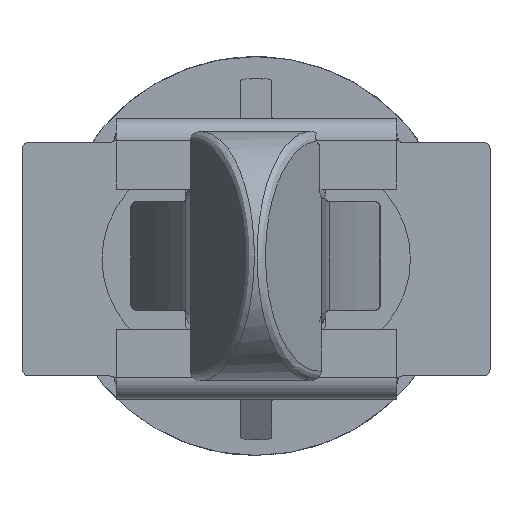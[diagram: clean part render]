
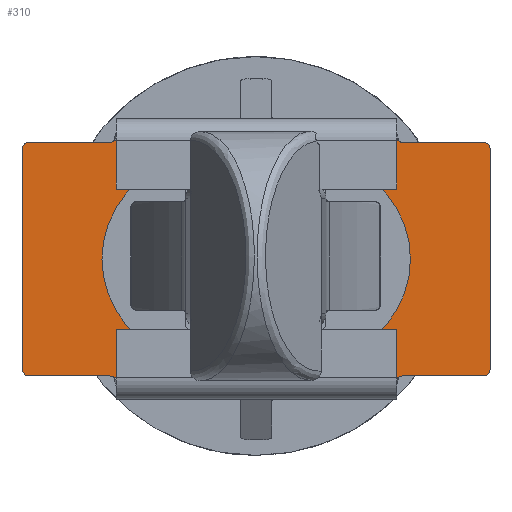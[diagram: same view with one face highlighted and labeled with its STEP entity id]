
A CAD part, front view. The second image highlights one B-rep face of the part: STEP entity #310.
In plain terms, the highlighted planar face has unit normal (0, -1, 0).
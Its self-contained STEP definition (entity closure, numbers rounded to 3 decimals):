
#310=ADVANCED_FACE('',(#760,#761),#762,.T.);
#760=FACE_BOUND('',#7482,.T.);
#761=FACE_OUTER_BOUND('',#7483,.T.);
#762=PLANE('',#7484);
#7482=EDGE_LOOP('',(#9074,#9075,#9076,#9077));
#7483=EDGE_LOOP('',(#9078,#9079,#9080,#9081,#9082,#9083,#9084,#9085,#9086,#9087,#9088,#9089,#9090,#9091,#9092,#9093,#9094,#9095,#9096,#9097));
#7484=AXIS2_PLACEMENT_3D('',#9098,#9099,#9100);
#9074=ORIENTED_EDGE('',*,*,#10096,.T.);
#9075=ORIENTED_EDGE('',*,*,#10097,.T.);
#9076=ORIENTED_EDGE('',*,*,#10098,.T.);
#9077=ORIENTED_EDGE('',*,*,#10099,.T.);
#9078=ORIENTED_EDGE('',*,*,#9988,.F.);
#9079=ORIENTED_EDGE('',*,*,#9987,.T.);
#9080=ORIENTED_EDGE('',*,*,#9986,.F.);
#9081=ORIENTED_EDGE('',*,*,#10100,.T.);
#9082=ORIENTED_EDGE('',*,*,#10101,.T.);
#9083=ORIENTED_EDGE('',*,*,#10102,.T.);
#9084=ORIENTED_EDGE('',*,*,#10103,.T.);
#9085=ORIENTED_EDGE('',*,*,#10104,.T.);
#9086=ORIENTED_EDGE('',*,*,#9993,.T.);
#9087=ORIENTED_EDGE('',*,*,#10105,.T.);
#9088=ORIENTED_EDGE('',*,*,#10059,.T.);
#9089=ORIENTED_EDGE('',*,*,#10058,.T.);
#9090=ORIENTED_EDGE('',*,*,#10057,.T.);
#9091=ORIENTED_EDGE('',*,*,#10106,.T.);
#9092=ORIENTED_EDGE('',*,*,#10107,.T.);
#9093=ORIENTED_EDGE('',*,*,#10108,.T.);
#9094=ORIENTED_EDGE('',*,*,#10109,.T.);
#9095=ORIENTED_EDGE('',*,*,#10110,.T.);
#9096=ORIENTED_EDGE('',*,*,#10111,.T.);
#9097=ORIENTED_EDGE('',*,*,#10112,.T.);
#9098=CARTESIAN_POINT('',(-7.28,-12.6,3.45));
#9099=DIRECTION('',(0.,-1.0,0.));
#9100=DIRECTION('',(1.0,0.,0.));
#9986=EDGE_CURVE('',#10846,#10848,#10849,.T.);
#9987=EDGE_CURVE('',#10850,#10848,#10851,.T.);
#9988=EDGE_CURVE('',#10850,#10820,#10852,.T.);
#9993=EDGE_CURVE('',#10861,#10862,#10863,.T.);
#10057=EDGE_CURVE('',#10979,#10977,#10980,.T.);
#10058=EDGE_CURVE('',#10981,#10979,#10982,.T.);
#10059=EDGE_CURVE('',#10969,#10981,#10983,.T.);
#10096=EDGE_CURVE('',#11046,#11047,#11048,.F.);
#10097=EDGE_CURVE('',#11047,#11049,#11050,.T.);
#10098=EDGE_CURVE('',#11049,#11051,#11052,.F.);
#10099=EDGE_CURVE('',#11051,#11046,#11053,.T.);
#10100=EDGE_CURVE('',#10846,#11054,#11055,.T.);
#10101=EDGE_CURVE('',#11054,#11056,#11057,.T.);
#10102=EDGE_CURVE('',#11056,#11058,#11059,.T.);
#10103=EDGE_CURVE('',#11058,#11060,#11061,.T.);
#10104=EDGE_CURVE('',#11060,#10861,#11062,.T.);
#10105=EDGE_CURVE('',#10862,#10969,#11063,.T.);
#10106=EDGE_CURVE('',#10977,#11064,#11065,.T.);
#10107=EDGE_CURVE('',#11064,#11066,#11067,.T.);
#10108=EDGE_CURVE('',#11066,#11068,#11069,.T.);
#10109=EDGE_CURVE('',#11068,#11070,#11071,.T.);
#10110=EDGE_CURVE('',#11070,#11072,#11073,.T.);
#10111=EDGE_CURVE('',#11072,#11074,#11075,.T.);
#10112=EDGE_CURVE('',#11074,#10820,#11076,.T.);
#10820=VERTEX_POINT('',#15525);
#10846=VERTEX_POINT('',#15571);
#10848=VERTEX_POINT('',#15576);
#10849=LINE('',#15577,#15578);
#10850=VERTEX_POINT('',#15579);
#10851=B_SPLINE_CURVE_WITH_KNOTS('',3,(#15580,#15581,#15582,#15583),.UNSPECIFIED.,.F.,.F.,(4,4),(0.0,1.0),.UNSPECIFIED.);
#10852=LINE('',#15584,#15585);
#10861=VERTEX_POINT('',#15598);
#10862=VERTEX_POINT('',#15599);
#10863=LINE('',#15600,#15601);
#10969=VERTEX_POINT('',#15760);
#10977=VERTEX_POINT('',#15772);
#10979=VERTEX_POINT('',#15777);
#10980=LINE('',#15778,#15779);
#10981=VERTEX_POINT('',#15780);
#10982=B_SPLINE_CURVE_WITH_KNOTS('',3,(#15781,#15782,#15783,#15784),.UNSPECIFIED.,.F.,.F.,(4,4),(0.0,1.0),.UNSPECIFIED.);
#10983=LINE('',#15785,#15786);
#11046=VERTEX_POINT('',#15885);
#11047=VERTEX_POINT('',#15886);
#11048=CIRCLE('',#15887,3.25);
#11049=VERTEX_POINT('',#15888);
#11050=LINE('',#15889,#15890);
#11051=VERTEX_POINT('',#15891);
#11052=CIRCLE('',#15892,3.25);
#11053=LINE('',#15893,#15894);
#11054=VERTEX_POINT('',#15895);
#11055=CIRCLE('',#15896,0.2);
#11056=VERTEX_POINT('',#15897);
#11057=LINE('',#15898,#15899);
#11058=VERTEX_POINT('',#15900);
#11059=CIRCLE('',#15901,0.2);
#11060=VERTEX_POINT('',#15902);
#11061=LINE('',#15903,#15904);
#11062=CIRCLE('',#15905,0.2);
#11063=CIRCLE('',#15906,0.2);
#11064=VERTEX_POINT('',#15907);
#11065=CIRCLE('',#15908,0.2);
#11066=VERTEX_POINT('',#15909);
#11067=LINE('',#15910,#15911);
#11068=VERTEX_POINT('',#15912);
#11069=CIRCLE('',#15913,0.2);
#11070=VERTEX_POINT('',#15914);
#11071=LINE('',#15915,#15916);
#11072=VERTEX_POINT('',#15917);
#11073=CIRCLE('',#15918,0.2);
#11074=VERTEX_POINT('',#15919);
#11075=LINE('',#15920,#15921);
#11076=CIRCLE('',#15922,0.2);
#15525=CARTESIAN_POINT('',(-4.548,-12.6,-3.9));
#15571=CARTESIAN_POINT('',(4.587,-12.6,-3.9));
#15576=CARTESIAN_POINT('',(2.427,-12.6,-3.9));
#15577=CARTESIAN_POINT('',(-7.28,-12.6,-3.9));
#15578=VECTOR('',#16750,1.0);
#15579=CARTESIAN_POINT('',(2.254,-12.6,-3.9));
#15580=CARTESIAN_POINT('',(2.254,-12.6,-3.9));
#15581=CARTESIAN_POINT('',(2.312,-12.6,-3.9));
#15582=CARTESIAN_POINT('',(2.369,-12.6,-3.9));
#15583=CARTESIAN_POINT('',(2.427,-12.6,-3.9));
#15584=CARTESIAN_POINT('',(-7.28,-12.6,-3.9));
#15585=VECTOR('',#16751,1.0);
#15598=CARTESIAN_POINT('',(7.32,-12.6,3.65));
#15599=CARTESIAN_POINT('',(4.72,-12.6,3.65));
#15600=CARTESIAN_POINT('',(4.72,-12.6,3.65));
#15601=VECTOR('',#16756,1.0);
#15760=CARTESIAN_POINT('',(4.587,-12.6,3.7));
#15772=CARTESIAN_POINT('',(-4.548,-12.6,3.7));
#15777=CARTESIAN_POINT('',(-2.388,-12.6,3.7));
#15778=CARTESIAN_POINT('',(-7.28,-12.6,3.7));
#15779=VECTOR('',#16845,1.0);
#15780=CARTESIAN_POINT('',(-2.214,-12.6,3.7));
#15781=CARTESIAN_POINT('',(-2.214,-12.6,3.7));
#15782=CARTESIAN_POINT('',(-2.272,-12.6,3.7));
#15783=CARTESIAN_POINT('',(-2.33,-12.6,3.7));
#15784=CARTESIAN_POINT('',(-2.388,-12.6,3.7));
#15785=CARTESIAN_POINT('',(-7.28,-12.6,3.7));
#15786=VECTOR('',#16846,1.0);
#15885=CARTESIAN_POINT('',(1.717,-12.6,3.15));
#15886=CARTESIAN_POINT('',(1.717,-12.6,-3.35));
#15887=AXIS2_PLACEMENT_3D('',#16899,#16900,#16901);
#15888=CARTESIAN_POINT('',(-1.683,-12.6,-3.35));
#15889=CARTESIAN_POINT('',(-7.28,-12.6,-3.35));
#15890=VECTOR('',#16902,1.0);
#15891=CARTESIAN_POINT('',(-1.683,-12.6,3.15));
#15892=AXIS2_PLACEMENT_3D('',#16903,#16904,#16905);
#15893=CARTESIAN_POINT('',(-7.28,-12.6,3.15));
#15894=VECTOR('',#16906,1.0);
#15895=CARTESIAN_POINT('',(4.72,-12.6,-3.85));
#15896=AXIS2_PLACEMENT_3D('',#16907,#16908,#16909);
#15897=CARTESIAN_POINT('',(7.32,-12.6,-3.85));
#15898=CARTESIAN_POINT('',(7.32,-12.6,-3.85));
#15899=VECTOR('',#16910,1.0);
#15900=CARTESIAN_POINT('',(7.52,-12.6,-3.65));
#15901=AXIS2_PLACEMENT_3D('',#16911,#16912,#16913);
#15902=CARTESIAN_POINT('',(7.52,-12.6,3.45));
#15903=CARTESIAN_POINT('',(7.52,-12.6,3.45));
#15904=VECTOR('',#16914,1.0);
#15905=AXIS2_PLACEMENT_3D('',#16915,#16916,#16917);
#15906=AXIS2_PLACEMENT_3D('',#16918,#16919,#16920);
#15907=CARTESIAN_POINT('',(-4.68,-12.6,3.65));
#15908=AXIS2_PLACEMENT_3D('',#16921,#16922,#16923);
#15909=CARTESIAN_POINT('',(-7.28,-12.6,3.65));
#15910=CARTESIAN_POINT('',(-7.28,-12.6,3.65));
#15911=VECTOR('',#16924,1.0);
#15912=CARTESIAN_POINT('',(-7.48,-12.6,3.45));
#15913=AXIS2_PLACEMENT_3D('',#16925,#16926,#16927);
#15914=CARTESIAN_POINT('',(-7.48,-12.6,-3.65));
#15915=CARTESIAN_POINT('',(-7.48,-12.6,-3.65));
#15916=VECTOR('',#16928,1.0);
#15917=CARTESIAN_POINT('',(-7.28,-12.6,-3.85));
#15918=AXIS2_PLACEMENT_3D('',#16929,#16930,#16931);
#15919=CARTESIAN_POINT('',(-4.68,-12.6,-3.85));
#15920=CARTESIAN_POINT('',(-4.68,-12.6,-3.85));
#15921=VECTOR('',#16932,1.0);
#15922=AXIS2_PLACEMENT_3D('',#16933,#16934,#16935);
#16750=DIRECTION('',(-1.0,0.,0.));
#16751=DIRECTION('',(-1.0,0.,0.));
#16756=DIRECTION('',(-1.0,0.,0.));
#16845=DIRECTION('',(-1.0,0.,0.));
#16846=DIRECTION('',(-1.0,0.,0.));
#16899=CARTESIAN_POINT('',(1.717,-12.6,-0.1));
#16900=DIRECTION('',(0.,-1.0,0.));
#16901=DIRECTION('',(1.0,0.,0.));
#16902=DIRECTION('',(-1.0,0.,0.));
#16903=CARTESIAN_POINT('',(-1.683,-12.6,-0.1));
#16904=DIRECTION('',(0.,-1.0,0.));
#16905=DIRECTION('',(1.0,0.,0.));
#16906=DIRECTION('',(1.0,0.,0.));
#16907=CARTESIAN_POINT('',(4.72,-12.6,-4.05));
#16908=DIRECTION('',(0.,1.0,0.));
#16909=DIRECTION('',(1.0,0.,0.));
#16910=DIRECTION('',(1.0,0.,0.));
#16911=CARTESIAN_POINT('',(7.32,-12.6,-3.65));
#16912=DIRECTION('',(0.,-1.0,0.));
#16913=DIRECTION('',(1.0,0.,0.));
#16914=DIRECTION('',(0.,0.,1.0));
#16915=CARTESIAN_POINT('',(7.32,-12.6,3.45));
#16916=DIRECTION('',(0.,-1.0,0.));
#16917=DIRECTION('',(1.0,0.,0.));
#16918=CARTESIAN_POINT('',(4.72,-12.6,3.85));
#16919=DIRECTION('',(0.,1.0,0.));
#16920=DIRECTION('',(1.0,0.,0.));
#16921=CARTESIAN_POINT('',(-4.68,-12.6,3.85));
#16922=DIRECTION('',(0.,1.0,0.));
#16923=DIRECTION('',(1.0,0.,0.));
#16924=DIRECTION('',(-1.0,0.,0.));
#16925=CARTESIAN_POINT('',(-7.28,-12.6,3.45));
#16926=DIRECTION('',(0.,-1.0,0.));
#16927=DIRECTION('',(1.0,0.,0.));
#16928=DIRECTION('',(0.,0.,-1.0));
#16929=CARTESIAN_POINT('',(-7.28,-12.6,-3.65));
#16930=DIRECTION('',(0.,-1.0,0.));
#16931=DIRECTION('',(1.0,0.,0.));
#16932=DIRECTION('',(1.0,0.,0.));
#16933=CARTESIAN_POINT('',(-4.68,-12.6,-4.05));
#16934=DIRECTION('',(0.,1.0,0.));
#16935=DIRECTION('',(1.0,0.,0.));
